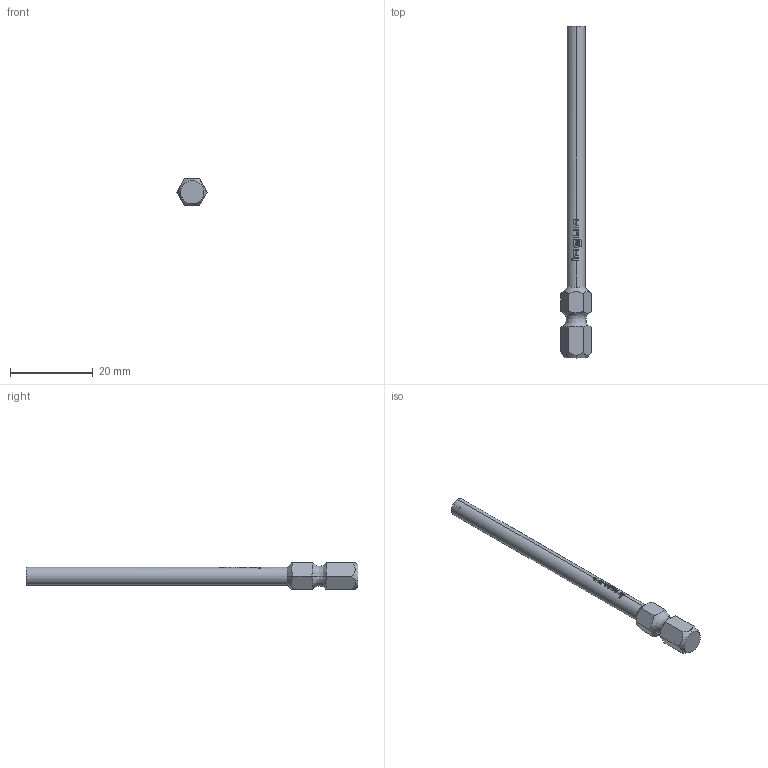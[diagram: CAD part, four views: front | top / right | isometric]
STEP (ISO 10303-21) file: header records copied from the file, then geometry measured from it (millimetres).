
FILE_DESCRIPTION (( 'STEP AP203' ), '1' );
FILE_NAME ('INGUN_BIT-HFS-807_M-B.STEP', '2022-03-08T16:07:50', ( 'ochi' ), ( '' ), 'SwSTEP 2.0', 'SolidWorks 2018', '' );
FILE_SCHEMA (( 'CONFIG_CONTROL_DESIGN' ));
Length unit declared in the file: millimetre
Products named in the file (1): INGUN_BIT-HFS-807_M-B
Bounding box: 7.27 x 80 x 6.3 mm (x, y, z)
Volume: 1175.1 mm3; surface area: 1549.3 mm2
Topology: 1 solids, 1 shells, 126 faces, 358 edges, 234 vertices
Faces by surface type: plane 66, cylinder 27, bspline 24, cone 9
Entity records: 4718 total; most frequent: CARTESIAN_POINT 1574, ORIENTED_EDGE 712, DIRECTION 555, EDGE_CURVE 356, VERTEX_POINT 234, AXIS2_PLACEMENT_3D 211, LINE 133, VECTOR 133
